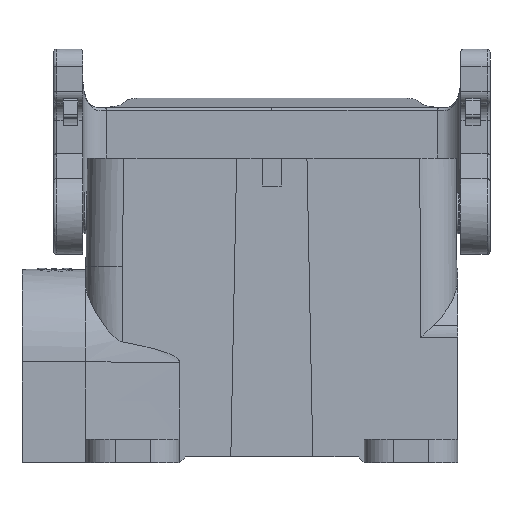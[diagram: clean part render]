
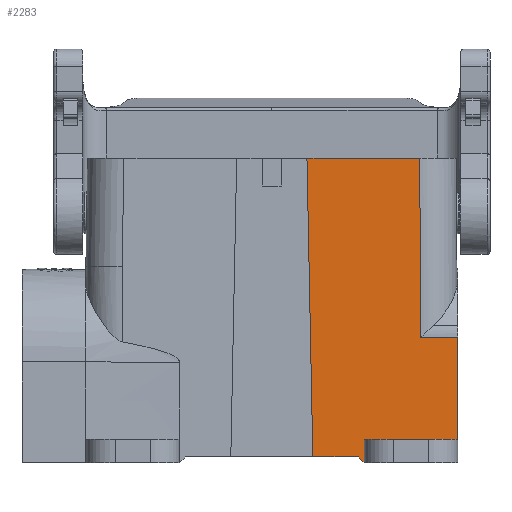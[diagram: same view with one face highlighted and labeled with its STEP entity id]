
A CAD part, front view. The second image highlights one B-rep face of the part: STEP entity #2283.
In plain terms, the highlighted planar face has unit normal (0, -1, 0.008).
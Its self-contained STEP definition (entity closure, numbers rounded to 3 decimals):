
#1760=FACE_OUTER_BOUND('',#3038,.T.);
#2283=ADVANCED_FACE('',(#1760),#2704,.T.);
#2704=PLANE('',#12442);
#3038=EDGE_LOOP('',(#3974,#3975,#3976,#3977,#3978,#3979,#3980,#3981,#3982));
#3974=ORIENTED_EDGE('',*,*,#6452,.F.);
#3975=ORIENTED_EDGE('',*,*,#6702,.T.);
#3976=ORIENTED_EDGE('',*,*,#6703,.T.);
#3977=ORIENTED_EDGE('',*,*,#6690,.T.);
#3978=ORIENTED_EDGE('',*,*,#6704,.F.);
#3979=ORIENTED_EDGE('',*,*,#6705,.T.);
#3980=ORIENTED_EDGE('',*,*,#6706,.T.);
#3981=ORIENTED_EDGE('',*,*,#6606,.F.);
#3982=ORIENTED_EDGE('',*,*,#6707,.T.);
#5773=VERTEX_POINT('',#16822);
#5774=VERTEX_POINT('',#16824);
#5920=VERTEX_POINT('',#17633);
#5921=VERTEX_POINT('',#17635);
#5987=VERTEX_POINT('',#17860);
#5989=VERTEX_POINT('',#17863);
#5997=VERTEX_POINT('',#17884);
#5998=VERTEX_POINT('',#17887);
#5999=VERTEX_POINT('',#17889);
#6452=EDGE_CURVE('',#5773,#5774,#9743,.T.);
#6606=EDGE_CURVE('',#5920,#5921,#9835,.T.);
#6690=EDGE_CURVE('',#5989,#5987,#9884,.T.);
#6702=EDGE_CURVE('',#5773,#5997,#9892,.T.);
#6703=EDGE_CURVE('',#5997,#5989,#9893,.T.);
#6704=EDGE_CURVE('',#5998,#5987,#9894,.T.);
#6705=EDGE_CURVE('',#5998,#5999,#9895,.T.);
#6706=EDGE_CURVE('',#5999,#5921,#9896,.T.);
#6707=EDGE_CURVE('',#5920,#5774,#9897,.T.);
#9743=LINE('',#16823,#10385);
#9835=LINE('',#17634,#10477);
#9884=LINE('',#17862,#10526);
#9892=LINE('',#17883,#10534);
#9893=LINE('',#17885,#10535);
#9894=LINE('',#17886,#10536);
#9895=LINE('',#17888,#10537);
#9896=LINE('',#17890,#10538);
#9897=LINE('',#17891,#10539);
#10385=VECTOR('',#13126,1.);
#10477=VECTOR('',#13268,1.);
#10526=VECTOR('',#13393,1.);
#10534=VECTOR('',#13411,1.);
#10535=VECTOR('',#13412,1.);
#10536=VECTOR('',#13413,1.);
#10537=VECTOR('',#13414,1.);
#10538=VECTOR('',#13415,1.);
#10539=VECTOR('',#13416,1.);
#12442=AXIS2_PLACEMENT_3D('',#17892,#13417,#13418);
#13126=DIRECTION('',(0.,-0.008,-1.));
#13268=DIRECTION('',(0.,-0.008,-1.));
#13393=DIRECTION('',(-1.,0.,0.));
#13411=DIRECTION('',(-1.,0.,0.));
#13412=DIRECTION('',(-0.006,0.008,1.));
#13413=DIRECTION('',(-0.02,0.008,1.));
#13414=DIRECTION('',(1.,0.,0.));
#13415=DIRECTION('',(0.707,-0.005,-0.707));
#13416=DIRECTION('',(1.,0.,0.));
#13417=DIRECTION('',(0.,-1.,0.008));
#13418=DIRECTION('',(0.,-0.008,-1.));
#16822=CARTESIAN_POINT('',(31.75,-15.31,-30.56));
#16823=CARTESIAN_POINT('',(31.75,-15.303,-29.634));
#16824=CARTESIAN_POINT('',(31.75,-15.445,-48.15));
#17633=CARTESIAN_POINT('',(15.75,-15.445,-48.15));
#17634=CARTESIAN_POINT('',(15.75,-15.475,-52.));
#17635=CARTESIAN_POINT('',(15.75,-15.475,-52.));
#17860=CARTESIAN_POINT('',(6.,-15.075,0.));
#17862=CARTESIAN_POINT('',(31.45,-15.075,0.));
#17863=CARTESIAN_POINT('',(25.25,-15.075,0.));
#17883=CARTESIAN_POINT('',(32.,-15.31,-30.56));
#17884=CARTESIAN_POINT('',(25.426,-15.31,-30.56));
#17885=CARTESIAN_POINT('',(25.25,-15.075,-0.036));
#17886=CARTESIAN_POINT('',(7.029,-15.479,-52.49));
#17887=CARTESIAN_POINT('',(7.,-15.467,-51.));
#17888=CARTESIAN_POINT('',(32.,-15.467,-51.));
#17889=CARTESIAN_POINT('',(14.75,-15.467,-51.));
#17890=CARTESIAN_POINT('',(14.648,-15.467,-50.898));
#17891=CARTESIAN_POINT('',(32.,-15.445,-48.15));
#17892=CARTESIAN_POINT('',(32.,-15.475,-52.));
